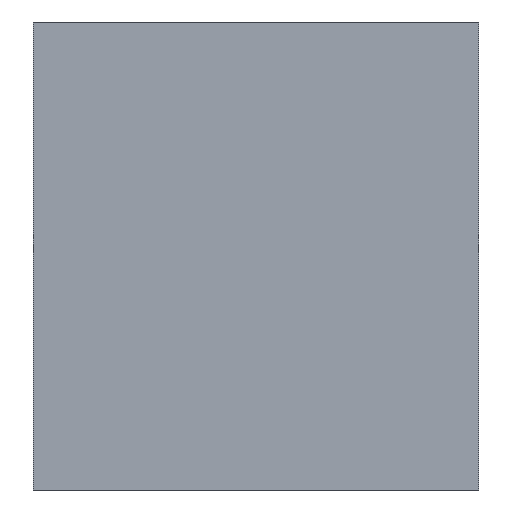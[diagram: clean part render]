
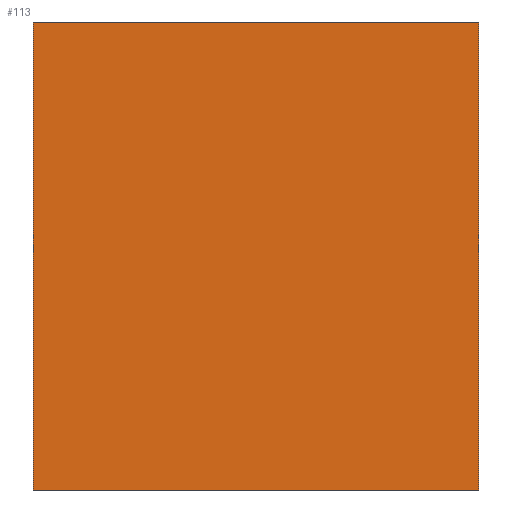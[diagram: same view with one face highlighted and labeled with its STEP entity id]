
A CAD part, front view. The second image highlights one B-rep face of the part: STEP entity #113.
In plain terms, the highlighted planar face has unit normal (0, -1, 0).
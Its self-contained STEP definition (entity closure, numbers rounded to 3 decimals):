
#27=FACE_OUTER_BOUND('',#33,.T.);
#33=EDGE_LOOP('',(#98,#99,#100,#101));
#39=LINE('',#180,#51);
#41=LINE('',#184,#53);
#43=LINE('',#188,#55);
#45=LINE('',#191,#57);
#51=VECTOR('',#151,10.);
#53=VECTOR('',#155,10.);
#55=VECTOR('',#159,10.);
#57=VECTOR('',#163,10.);
#62=VERTEX_POINT('',#177);
#63=VERTEX_POINT('',#179);
#64=VERTEX_POINT('',#183);
#65=VERTEX_POINT('',#187);
#71=EDGE_CURVE('',#63,#62,#39,.T.);
#73=EDGE_CURVE('',#64,#63,#41,.T.);
#75=EDGE_CURVE('',#65,#64,#43,.T.);
#77=EDGE_CURVE('',#62,#65,#45,.T.);
#98=ORIENTED_EDGE('',*,*,#77,.T.);
#99=ORIENTED_EDGE('',*,*,#75,.T.);
#100=ORIENTED_EDGE('',*,*,#73,.T.);
#101=ORIENTED_EDGE('',*,*,#71,.T.);
#107=PLANE('',#139);
#113=ADVANCED_FACE('',(#27),#107,.T.);
#139=AXIS2_PLACEMENT_3D('',#192,#164,#165);
#151=DIRECTION('',(0.,0.,-1.));
#155=DIRECTION('',(-1.,0.,0.));
#159=DIRECTION('',(0.,0.,1.));
#163=DIRECTION('',(1.,0.,0.));
#164=DIRECTION('center_axis',(0.,-1.,0.));
#165=DIRECTION('ref_axis',(0.,0.,-1.));
#177=CARTESIAN_POINT('',(-100.,-20.,-105.));
#179=CARTESIAN_POINT('',(-100.,-20.,105.));
#180=CARTESIAN_POINT('',(-100.,-20.,-105.));
#183=CARTESIAN_POINT('',(100.,-20.,105.));
#184=CARTESIAN_POINT('',(-100.,-20.,105.));
#187=CARTESIAN_POINT('',(100.,-20.,-105.));
#188=CARTESIAN_POINT('',(100.,-20.,105.));
#191=CARTESIAN_POINT('',(100.,-20.,-105.));
#192=CARTESIAN_POINT('Origin',(0.,-20.,0.));
